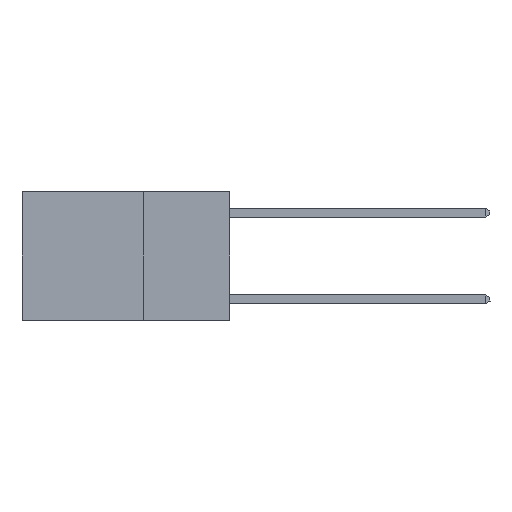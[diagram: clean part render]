
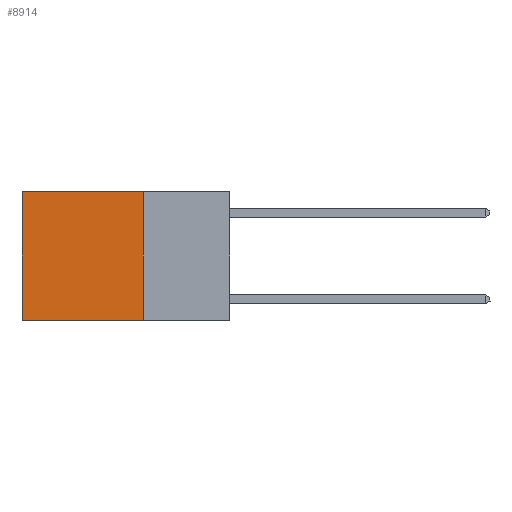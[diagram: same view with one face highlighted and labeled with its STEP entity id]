
A CAD part, left-side view. The second image highlights one B-rep face of the part: STEP entity #8914.
In plain terms, the highlighted planar face has unit normal (-1, 0, 0).
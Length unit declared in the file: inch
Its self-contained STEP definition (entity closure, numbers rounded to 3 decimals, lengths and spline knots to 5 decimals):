
#832 = DIRECTION ( 'NONE',  ( 0., 0., -1. ) ) ;
#862 = DIRECTION ( 'NONE',  ( 0., 1., 0. ) ) ;
#1518 = VECTOR ( 'NONE', #12069, 39.37008 ) ;
#1984 = CARTESIAN_POINT ( 'NONE',  ( 0.2625, 0.25, -0.37 ) ) ;
#2673 = EDGE_CURVE ( 'NONE', #6641, #13131, #27805, .T. ) ;
#5126 = EDGE_CURVE ( 'NONE', #8428, #6641, #7350, .T. ) ;
#5446 = ORIENTED_EDGE ( 'NONE', *, *, #5126, .F. ) ;
#6339 = VECTOR ( 'NONE', #16437, 39.37008 ) ;
#6641 = VERTEX_POINT ( 'NONE', #1984 ) ;
#7350 = LINE ( 'NONE', #27245, #1518 ) ;
#8428 = VERTEX_POINT ( 'NONE', #14613 ) ;
#8914 = ADVANCED_FACE ( 'NONE', ( #24792 ), #22516, .F. ) ;
#9633 = VERTEX_POINT ( 'NONE', #25088 ) ;
#9811 = CARTESIAN_POINT ( 'NONE',  ( 0.2625, 0.6, 0. ) ) ;
#10894 = AXIS2_PLACEMENT_3D ( 'NONE', #11695, #13908, #832 ) ;
#11695 = CARTESIAN_POINT ( 'NONE',  ( 0.2625, 0.25, 0. ) ) ;
#12069 = DIRECTION ( 'NONE',  ( 0., 0., -1. ) ) ;
#12105 = LINE ( 'NONE', #9811, #6339 ) ;
#13131 = VERTEX_POINT ( 'NONE', #16018 ) ;
#13908 = DIRECTION ( 'NONE',  ( 1., 0., 0. ) ) ;
#14613 = CARTESIAN_POINT ( 'NONE',  ( 0.2625, 0.25, 0. ) ) ;
#16018 = CARTESIAN_POINT ( 'NONE',  ( 0.2625, 0.6, -0.37 ) ) ;
#16437 = DIRECTION ( 'NONE',  ( 0., 0., -1. ) ) ;
#16816 = EDGE_LOOP ( 'NONE', ( #20450, #19134, #5446, #21608 ) ) ;
#19134 = ORIENTED_EDGE ( 'NONE', *, *, #2673, .F. ) ;
#20450 = ORIENTED_EDGE ( 'NONE', *, *, #24689, .T. ) ;
#20702 = VECTOR ( 'NONE', #27328, 39.37008 ) ;
#20739 = EDGE_CURVE ( 'NONE', #8428, #9633, #21144, .T. ) ;
#20813 = CARTESIAN_POINT ( 'NONE',  ( 0.2625, 0.25, -0.37 ) ) ;
#21144 = LINE ( 'NONE', #22548, #25557 ) ;
#21608 = ORIENTED_EDGE ( 'NONE', *, *, #20739, .T. ) ;
#22516 = PLANE ( 'NONE',  #10894 ) ;
#22548 = CARTESIAN_POINT ( 'NONE',  ( 0.2625, 0.25, 0. ) ) ;
#24689 = EDGE_CURVE ( 'NONE', #9633, #13131, #12105, .T. ) ;
#24792 = FACE_OUTER_BOUND ( 'NONE', #16816, .T. ) ;
#25088 = CARTESIAN_POINT ( 'NONE',  ( 0.2625, 0.6, 0. ) ) ;
#25557 = VECTOR ( 'NONE', #862, 39.37008 ) ;
#27245 = CARTESIAN_POINT ( 'NONE',  ( 0.2625, 0.25, 0. ) ) ;
#27328 = DIRECTION ( 'NONE',  ( 0., 1., 0. ) ) ;
#27805 = LINE ( 'NONE', #20813, #20702 ) ;
